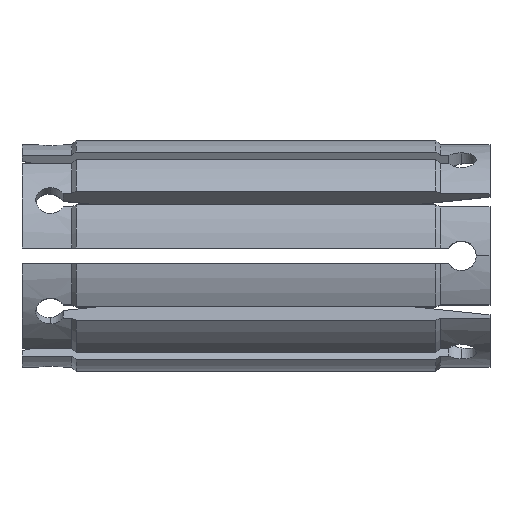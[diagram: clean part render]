
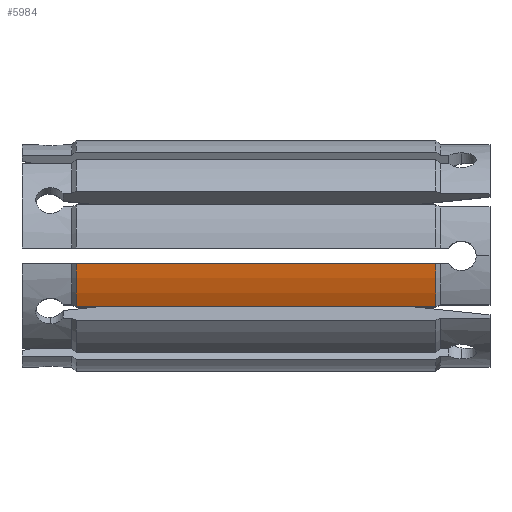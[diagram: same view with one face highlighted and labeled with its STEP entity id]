
A CAD part, top view. The second image highlights one B-rep face of the part: STEP entity #5984.
In plain terms, the highlighted cylindrical face has radius 23.622 mm (diameter 47.244 mm), a partial arc.
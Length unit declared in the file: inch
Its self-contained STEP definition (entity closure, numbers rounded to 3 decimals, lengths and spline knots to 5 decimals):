
#563 = ORIENTED_EDGE ( 'NONE', *, *, #2176, .F. ) ;
#596 = FACE_OUTER_BOUND ( 'NONE', #635, .T. ) ;
#635 = EDGE_LOOP ( 'NONE', ( #2534, #4978, #2730, #563 ) ) ;
#769 = VERTEX_POINT ( 'NONE', #2936 ) ;
#871 = LINE ( 'NONE', #2808, #5215 ) ;
#973 = CARTESIAN_POINT ( 'NONE',  ( -1.445, -0.40982, 0.83483 ) ) ;
#1497 = DIRECTION ( 'NONE',  ( 0., 0., 1. ) ) ;
#1517 = DIRECTION ( 'NONE',  ( 0., 0., 1. ) ) ;
#1549 = CARTESIAN_POINT ( 'NONE',  ( -1.445, 0., 0. ) ) ;
#1557 = CYLINDRICAL_SURFACE ( 'NONE', #3038, 0.93 ) ;
#1610 = DIRECTION ( 'NONE',  ( -1., 0., 0. ) ) ;
#1624 = LINE ( 'NONE', #2869, #4144 ) ;
#1651 = CARTESIAN_POINT ( 'NONE',  ( 1.445, 0., 0. ) ) ;
#1842 = VERTEX_POINT ( 'NONE', #973 ) ;
#2176 = EDGE_CURVE ( 'NONE', #4283, #769, #1624, .T. ) ;
#2195 = DIRECTION ( 'NONE',  ( -1., 0., 0. ) ) ;
#2235 = EDGE_CURVE ( 'NONE', #2599, #769, #2665, .T. ) ;
#2534 = ORIENTED_EDGE ( 'NONE', *, *, #4807, .F. ) ;
#2599 = VERTEX_POINT ( 'NONE', #5293 ) ;
#2665 = CIRCLE ( 'NONE', #3748, 0.93 ) ;
#2689 = AXIS2_PLACEMENT_3D ( 'NONE', #1549, #1610, #1517 ) ;
#2730 = ORIENTED_EDGE ( 'NONE', *, *, #2235, .T. ) ;
#2808 = CARTESIAN_POINT ( 'NONE',  ( 0., -0.40982, 0.83483 ) ) ;
#2869 = CARTESIAN_POINT ( 'NONE',  ( 0., -0.0625, 0.9279 ) ) ;
#2897 = CARTESIAN_POINT ( 'NONE',  ( 0., 0., 0. ) ) ;
#2936 = CARTESIAN_POINT ( 'NONE',  ( 1.445, -0.0625, 0.9279 ) ) ;
#2988 = DIRECTION ( 'NONE',  ( -1., 0., 0. ) ) ;
#3038 = AXIS2_PLACEMENT_3D ( 'NONE', #2897, #2988, #1497 ) ;
#3224 = CARTESIAN_POINT ( 'NONE',  ( -1.445, -0.0625, 0.9279 ) ) ;
#3748 = AXIS2_PLACEMENT_3D ( 'NONE', #1651, #2195, #4065 ) ;
#4065 = DIRECTION ( 'NONE',  ( 0., 0., 1. ) ) ;
#4144 = VECTOR ( 'NONE', #5722, 39.37008 ) ;
#4283 = VERTEX_POINT ( 'NONE', #3224 ) ;
#4592 = DIRECTION ( 'NONE',  ( 1., 0., 0. ) ) ;
#4807 = EDGE_CURVE ( 'NONE', #1842, #4283, #4861, .T. ) ;
#4861 = CIRCLE ( 'NONE', #2689, 0.93 ) ;
#4978 = ORIENTED_EDGE ( 'NONE', *, *, #5888, .T. ) ;
#5215 = VECTOR ( 'NONE', #4592, 39.37008 ) ;
#5293 = CARTESIAN_POINT ( 'NONE',  ( 1.445, -0.40982, 0.83483 ) ) ;
#5722 = DIRECTION ( 'NONE',  ( 1., 0., 0. ) ) ;
#5888 = EDGE_CURVE ( 'NONE', #1842, #2599, #871, .T. ) ;
#5984 = ADVANCED_FACE ( 'NONE', ( #596 ), #1557, .T. ) ;
